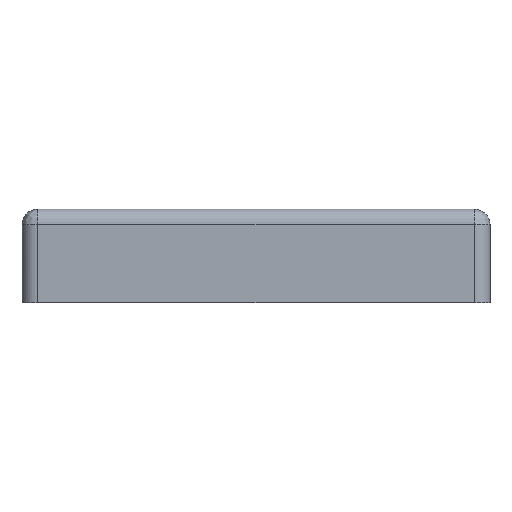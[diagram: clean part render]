
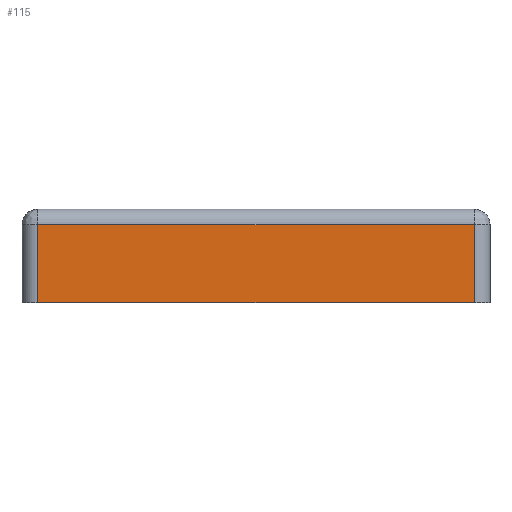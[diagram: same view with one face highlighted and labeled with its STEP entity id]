
A CAD part, front view. The second image highlights one B-rep face of the part: STEP entity #115.
In plain terms, the highlighted planar face has unit normal (0, -1, 0).
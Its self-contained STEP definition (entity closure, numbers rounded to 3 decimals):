
#2 = DIRECTION ( 'NONE',  ( 0., 0., -1. ) ) ;
#115 = ADVANCED_FACE ( 'NONE', ( #1136 ), #6186, .F. ) ;
#303 = ORIENTED_EDGE ( 'NONE', *, *, #2397, .F. ) ;
#669 = ORIENTED_EDGE ( 'NONE', *, *, #6320, .F. ) ;
#956 = CARTESIAN_POINT ( 'NONE',  ( 30., -30., 10. ) ) ;
#1024 = DIRECTION ( 'NONE',  ( 0., 1., 0. ) ) ;
#1045 = EDGE_LOOP ( 'NONE', ( #1877, #669, #303, #3787 ) ) ;
#1110 = DIRECTION ( 'NONE',  ( -1., 0., 0. ) ) ;
#1136 = FACE_OUTER_BOUND ( 'NONE', #1045, .T. ) ;
#1480 = VECTOR ( 'NONE', #1110, 1000. ) ;
#1486 = CARTESIAN_POINT ( 'NONE',  ( 28., -30., 12. ) ) ;
#1643 = EDGE_CURVE ( 'NONE', #6125, #8247, #2234, .T. ) ;
#1755 = VECTOR ( 'NONE', #6626, 1000. ) ;
#1877 = ORIENTED_EDGE ( 'NONE', *, *, #1643, .F. ) ;
#2234 = LINE ( 'NONE', #956, #8033 ) ;
#2397 = EDGE_CURVE ( 'NONE', #4179, #2498, #8987, .T. ) ;
#2498 = VERTEX_POINT ( 'NONE', #9139 ) ;
#2882 = AXIS2_PLACEMENT_3D ( 'NONE', #5336, #1024, #5479 ) ;
#3787 = ORIENTED_EDGE ( 'NONE', *, *, #6191, .F. ) ;
#3946 = VECTOR ( 'NONE', #2, 1000. ) ;
#4179 = VERTEX_POINT ( 'NONE', #4945 ) ;
#4945 = CARTESIAN_POINT ( 'NONE',  ( 28., -30., 0. ) ) ;
#5336 = CARTESIAN_POINT ( 'NONE',  ( -30., -30., 12. ) ) ;
#5479 = DIRECTION ( 'NONE',  ( 0., 0., 1. ) ) ;
#5608 = LINE ( 'NONE', #5891, #1755 ) ;
#5612 = CARTESIAN_POINT ( 'NONE',  ( 28., -30., 10. ) ) ;
#5891 = CARTESIAN_POINT ( 'NONE',  ( -28., -30., 12. ) ) ;
#6125 = VERTEX_POINT ( 'NONE', #9382 ) ;
#6183 = CARTESIAN_POINT ( 'NONE',  ( -30., -30., 0. ) ) ;
#6186 = PLANE ( 'NONE',  #2882 ) ;
#6191 = EDGE_CURVE ( 'NONE', #8247, #4179, #8025, .T. ) ;
#6320 = EDGE_CURVE ( 'NONE', #2498, #6125, #5608, .T. ) ;
#6626 = DIRECTION ( 'NONE',  ( 0., 0., 1. ) ) ;
#8025 = LINE ( 'NONE', #1486, #3946 ) ;
#8033 = VECTOR ( 'NONE', #8225, 1000. ) ;
#8225 = DIRECTION ( 'NONE',  ( 1., 0., 0. ) ) ;
#8247 = VERTEX_POINT ( 'NONE', #5612 ) ;
#8987 = LINE ( 'NONE', #6183, #1480 ) ;
#9139 = CARTESIAN_POINT ( 'NONE',  ( -28., -30., 0. ) ) ;
#9382 = CARTESIAN_POINT ( 'NONE',  ( -28., -30., 10. ) ) ;
